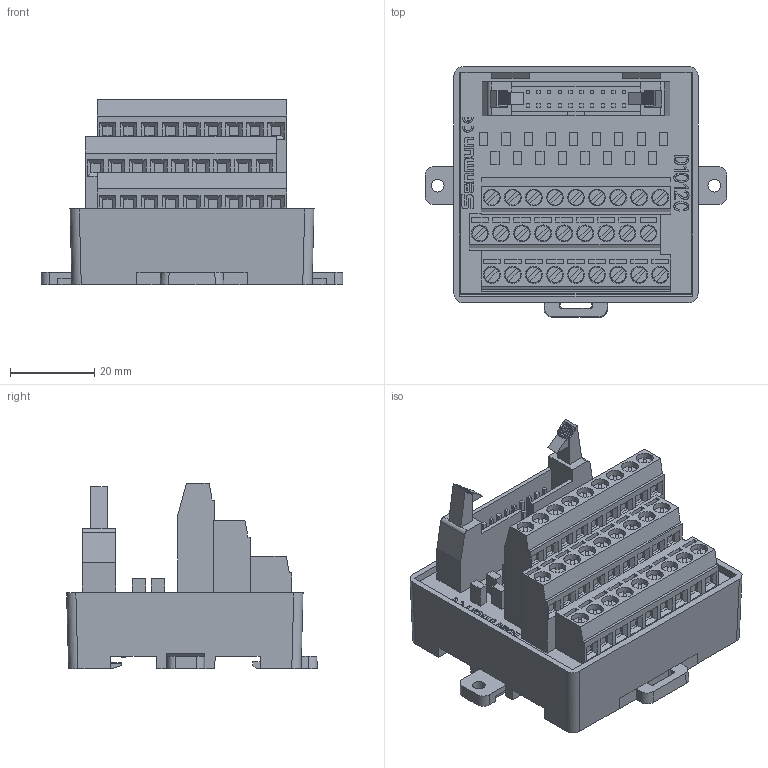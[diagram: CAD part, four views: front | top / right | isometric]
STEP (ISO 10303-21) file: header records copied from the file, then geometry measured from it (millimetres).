
FILE_DESCRIPTION(/* description */ (''),/* implementation_level */ '2;1');
FILE_NAME(/* name */ '1.stp',/* time_stamp */ '2024-08-09T09:59:42+08:00',/* author */ (''),/* organization */ (''),/* preprocessor_version */ 'ST-DEVELOPER v14',/* originating_system */ 'SIEMENS PLM Software NX 8.0',/* authorisation */ '');
FILE_SCHEMA (('AUTOMOTIVE_DESIGN { 1 0 10303 214 3 1 1 1 }'));
Length unit declared in the file: millimetre
Products named in the file (1): Admi019C24E0xcb8
Bounding box: 71.6 x 59.51 x 44.05 mm (x, y, z)
Volume: 72989 mm3; surface area: 24070.3 mm2
Topology: 3 solids, 12 shells, 1315 faces, 3308 edges, 2163 vertices
Faces by surface type: plane 1199, cylinder 97, extrusion 13, cone 4, bspline 2
Full cylindrical faces by diameter (mm): 3 x2, 3.6 x27, 4 x27
Entity records: 40282 total; most frequent: CARTESIAN_POINT 7621, ORIENTED_EDGE 6392, DIRECTION 6036, EDGE_CURVE 3196, VECTOR 2876, LINE 2863, VERTEX_POINT 2109, AXIS2_PLACEMENT_3D 1580
